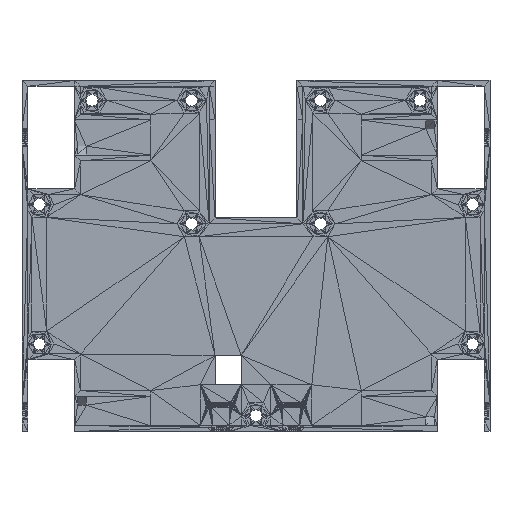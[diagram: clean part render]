
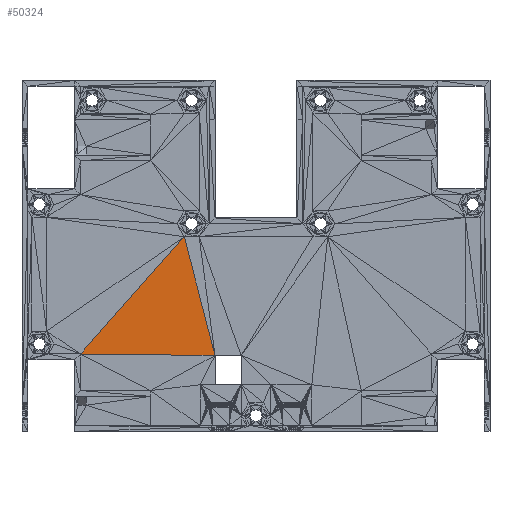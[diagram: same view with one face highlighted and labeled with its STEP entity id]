
A CAD part, top view. The second image highlights one B-rep face of the part: STEP entity #50324.
In plain terms, the highlighted planar face has unit normal (0, 0, 1).
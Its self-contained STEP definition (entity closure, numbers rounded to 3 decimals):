
#2810=FACE_OUTER_BOUND('',#7132,.T.);
#7132=EDGE_LOOP('',(#38626,#38627,#38628));
#12973=LINE('',#79944,#19456);
#13060=LINE('',#80119,#19543);
#13061=LINE('',#80121,#19544);
#19456=VECTOR('',#65917,10.);
#19543=VECTOR('',#66180,10.);
#19544=VECTOR('',#66183,10.);
#21908=VERTEX_POINT('',#72484);
#22027=VERTEX_POINT('',#73013);
#23228=VERTEX_POINT('',#79911);
#28072=EDGE_CURVE('',#23228,#21908,#12973,.T.);
#28159=EDGE_CURVE('',#21908,#22027,#13060,.T.);
#28160=EDGE_CURVE('',#23228,#22027,#13061,.T.);
#38626=ORIENTED_EDGE('',*,*,#28160,.T.);
#38627=ORIENTED_EDGE('',*,*,#28159,.F.);
#38628=ORIENTED_EDGE('',*,*,#28072,.F.);
#46002=PLANE('',#54660);
#50324=ADVANCED_FACE('',(#2810),#46002,.T.);
#54660=AXIS2_PLACEMENT_3D('',#80120,#66181,#66182);
#65917=DIRECTION('',(-1.,0.011,0.));
#66180=DIRECTION('',(0.662,0.749,0.));
#66181=DIRECTION('center_axis',(0.,0.,1.));
#66182=DIRECTION('ref_axis',(1.,0.,0.));
#66183=DIRECTION('',(-0.251,0.968,0.));
#72484=CARTESIAN_POINT('',(-60.,-33.5,1.));
#73013=CARTESIAN_POINT('',(-24.54,6.6,1.));
#79911=CARTESIAN_POINT('',(-14.,-34.,1.));
#79944=CARTESIAN_POINT('',(-14.,-34.,1.));
#80119=CARTESIAN_POINT('',(-60.,-33.5,1.));
#80120=CARTESIAN_POINT('Origin',(-60.,-33.5,1.));
#80121=CARTESIAN_POINT('',(-14.,-34.,1.));
